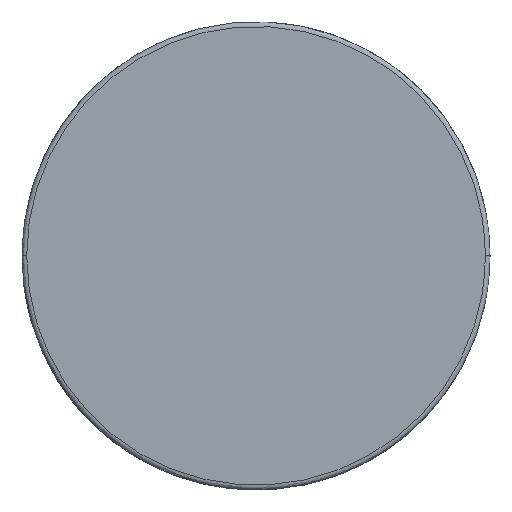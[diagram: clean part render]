
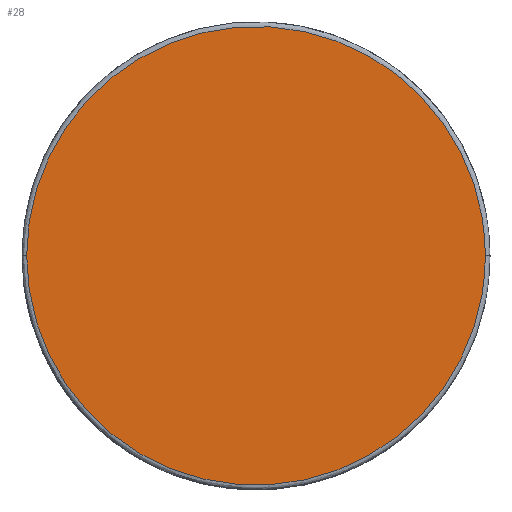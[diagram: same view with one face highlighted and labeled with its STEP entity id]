
A CAD part, top view. The second image highlights one B-rep face of the part: STEP entity #28.
In plain terms, the highlighted planar face has unit normal (0, 0, 1).
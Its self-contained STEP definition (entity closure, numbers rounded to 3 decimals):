
#28=ADVANCED_FACE('',(#37),#145,.T.);
#37=FACE_OUTER_BOUND('',#46,.T.);
#46=EDGE_LOOP('',(#67,#68));
#67=ORIENTED_EDGE('',*,*,#98,.F.);
#68=ORIENTED_EDGE('',*,*,#110,.T.);
#98=EDGE_CURVE('',#139,#140,#123,.T.);
#110=EDGE_CURVE('',#139,#140,#130,.T.);
#123=(
BOUNDED_CURVE()
B_SPLINE_CURVE(3,(#639,#640,#641,#642,#643,#644,#645,#646,#647,#648,#649,
#650,#651,#652,#653,#654,#655,#656,#657,#658,#659,#660,#661,#662,#663,#664,
#665,#666,#667,#668,#669,#670,#671,#672,#673,#674,#675,#676,#677,#678,#679,
#680,#681,#682,#683,#684,#685,#686,#687),.UNSPECIFIED.,.F.,.F.)
B_SPLINE_CURVE_WITH_KNOTS((4,3,3,3,3,3,3,3,3,3,3,3,3,3,3,3,4),(-769.69,
-724.859,-677.335,-627.828,-577.268,
-526.707,-477.2,-429.676,-384.845,
-340.014,-292.49,-242.983,-192.423,
-141.862,-92.355,-44.831,0.),.UNSPECIFIED.)
CURVE()
GEOMETRIC_REPRESENTATION_ITEM()
RATIONAL_B_SPLINE_CURVE((1.,1.,1.,1.,
1.,1.,1.,1.,
1.,1.,1.,1.,
1.,1.,1.,1.,
1.,1.,1.,1.,
1.,1.,1.,1.,
1.,1.,1.,1.,
1.,1.,1.,1.,
1.,1.,1.,1.,
1.,1.,1.,1.,
1.,1.,1.,1.,
1.,1.,1.,1.,
1.))
REPRESENTATION_ITEM('')
);
#130=(
BOUNDED_CURVE()
B_SPLINE_CURVE(3,(#864,#865,#866,#867,#868,#869,#870,#871,#872,#873,#874,
#875,#876,#877,#878,#879,#880,#881,#882,#883,#884,#885,#886,#887,#888,#889,
#890,#891,#892,#893,#894,#895,#896,#897,#898,#899,#900,#901,#902,#903,#904,
#905,#906,#907,#908,#909,#910,#911,#912),.UNSPECIFIED.,.F.,.F.)
B_SPLINE_CURVE_WITH_KNOTS((4,3,3,3,3,3,3,3,3,3,3,3,3,3,3,3,4),(769.69,
814.521,862.045,911.552,962.113,1012.673,
1062.18,1109.704,1154.535,1199.366,1246.89,
1296.397,1346.958,1397.518,1447.025,1494.549,
1539.38),.UNSPECIFIED.)
CURVE()
GEOMETRIC_REPRESENTATION_ITEM()
RATIONAL_B_SPLINE_CURVE((1.,1.,1.,1.,1.,1.,1.,1.,1.,1.,1.,1.,1.,1.,1.,1.,
1.,1.,1.,1.,1.,1.,1.,1.,1.,1.,
1.,1.,1.,1.,1.,1.,1.,1.,1.,1.,1.,1.,1.,1.,1.,1.,1.,1.,1.,
1.,1.,1.,1.))
REPRESENTATION_ITEM('')
);
#139=VERTEX_POINT('',#482);
#140=VERTEX_POINT('',#483);
#145=PLANE('',#174);
#174=AXIS2_PLACEMENT_3D('',#356,#179,$);
#179=DIRECTION('',(0.,0.,1.));
#356=CARTESIAN_POINT('',(-44.12,-44.12,449.96));
#482=CARTESIAN_POINT('',(5.,250.,449.96));
#483=CARTESIAN_POINT('',(495.,250.,449.96));
#639=CARTESIAN_POINT('',(5.,250.,449.96));
#640=CARTESIAN_POINT('',(5.,264.944,449.96));
#641=CARTESIAN_POINT('',(6.371,279.887,449.96));
#642=CARTESIAN_POINT('',(9.09,294.581,449.96));
#643=CARTESIAN_POINT('',(11.973,310.158,449.96));
#644=CARTESIAN_POINT('',(16.371,325.455,449.96));
#645=CARTESIAN_POINT('',(22.202,340.184,449.96));
#646=CARTESIAN_POINT('',(28.276,355.527,449.96));
#647=CARTESIAN_POINT('',(35.906,370.255,449.96));
#648=CARTESIAN_POINT('',(44.936,384.067,449.96));
#649=CARTESIAN_POINT('',(54.158,398.173,449.96));
#650=CARTESIAN_POINT('',(64.842,411.325,449.96));
#651=CARTESIAN_POINT('',(76.759,423.242,449.96));
#652=CARTESIAN_POINT('',(88.676,435.159,449.96));
#653=CARTESIAN_POINT('',(101.827,445.842,449.96));
#654=CARTESIAN_POINT('',(115.934,455.065,449.96));
#655=CARTESIAN_POINT('',(129.746,464.095,449.96));
#656=CARTESIAN_POINT('',(144.473,471.725,449.96));
#657=CARTESIAN_POINT('',(159.817,477.799,449.96));
#658=CARTESIAN_POINT('',(174.546,483.63,449.96));
#659=CARTESIAN_POINT('',(189.843,488.028,449.96));
#660=CARTESIAN_POINT('',(205.419,490.911,449.96));
#661=CARTESIAN_POINT('',(220.113,493.63,449.96));
#662=CARTESIAN_POINT('',(235.057,495.001,449.96));
#663=CARTESIAN_POINT('',(250.,495.001,449.96));
#664=CARTESIAN_POINT('',(264.944,495.001,449.96));
#665=CARTESIAN_POINT('',(279.887,493.63,449.96));
#666=CARTESIAN_POINT('',(294.581,490.911,449.96));
#667=CARTESIAN_POINT('',(310.158,488.028,449.96));
#668=CARTESIAN_POINT('',(325.455,483.63,449.96));
#669=CARTESIAN_POINT('',(340.184,477.799,449.96));
#670=CARTESIAN_POINT('',(355.527,471.725,449.96));
#671=CARTESIAN_POINT('',(370.255,464.095,449.96));
#672=CARTESIAN_POINT('',(384.067,455.065,449.96));
#673=CARTESIAN_POINT('',(398.173,445.842,449.96));
#674=CARTESIAN_POINT('',(411.325,435.159,449.96));
#675=CARTESIAN_POINT('',(423.242,423.242,449.96));
#676=CARTESIAN_POINT('',(435.159,411.325,449.96));
#677=CARTESIAN_POINT('',(445.842,398.173,449.96));
#678=CARTESIAN_POINT('',(455.065,384.067,449.96));
#679=CARTESIAN_POINT('',(464.095,370.255,449.96));
#680=CARTESIAN_POINT('',(471.725,355.527,449.96));
#681=CARTESIAN_POINT('',(477.799,340.184,449.96));
#682=CARTESIAN_POINT('',(483.63,325.455,449.96));
#683=CARTESIAN_POINT('',(488.028,310.158,449.96));
#684=CARTESIAN_POINT('',(490.911,294.581,449.96));
#685=CARTESIAN_POINT('',(493.63,279.887,449.96));
#686=CARTESIAN_POINT('',(495.001,264.944,449.96));
#687=CARTESIAN_POINT('',(495.,250.,449.96));
#864=CARTESIAN_POINT('',(5.,250.,449.96));
#865=CARTESIAN_POINT('',(5.,235.057,449.96));
#866=CARTESIAN_POINT('',(6.371,220.113,449.96));
#867=CARTESIAN_POINT('',(9.09,205.419,449.96));
#868=CARTESIAN_POINT('',(11.973,189.842,449.96));
#869=CARTESIAN_POINT('',(16.371,174.546,449.96));
#870=CARTESIAN_POINT('',(22.202,159.817,449.96));
#871=CARTESIAN_POINT('',(28.276,144.473,449.96));
#872=CARTESIAN_POINT('',(35.906,129.746,449.96));
#873=CARTESIAN_POINT('',(44.936,115.934,449.96));
#874=CARTESIAN_POINT('',(54.158,101.827,449.96));
#875=CARTESIAN_POINT('',(64.842,88.676,449.96));
#876=CARTESIAN_POINT('',(76.759,76.759,449.96));
#877=CARTESIAN_POINT('',(88.676,64.842,449.96));
#878=CARTESIAN_POINT('',(101.827,54.158,449.96));
#879=CARTESIAN_POINT('',(115.934,44.936,449.96));
#880=CARTESIAN_POINT('',(129.746,35.906,449.96));
#881=CARTESIAN_POINT('',(144.474,28.276,449.96));
#882=CARTESIAN_POINT('',(159.817,22.202,449.96));
#883=CARTESIAN_POINT('',(174.546,16.371,449.96));
#884=CARTESIAN_POINT('',(189.843,11.973,449.96));
#885=CARTESIAN_POINT('',(205.419,9.09,449.96));
#886=CARTESIAN_POINT('',(220.113,6.371,449.96));
#887=CARTESIAN_POINT('',(235.057,5.,449.96));
#888=CARTESIAN_POINT('',(250.,5.,449.96));
#889=CARTESIAN_POINT('',(264.944,5.,449.96));
#890=CARTESIAN_POINT('',(279.887,6.371,449.96));
#891=CARTESIAN_POINT('',(294.582,9.09,449.96));
#892=CARTESIAN_POINT('',(310.158,11.973,449.96));
#893=CARTESIAN_POINT('',(325.455,16.371,449.96));
#894=CARTESIAN_POINT('',(340.184,22.202,449.96));
#895=CARTESIAN_POINT('',(355.527,28.276,449.96));
#896=CARTESIAN_POINT('',(370.255,35.906,449.96));
#897=CARTESIAN_POINT('',(384.067,44.936,449.96));
#898=CARTESIAN_POINT('',(398.173,54.158,449.96));
#899=CARTESIAN_POINT('',(411.325,64.841,449.96));
#900=CARTESIAN_POINT('',(423.242,76.759,449.96));
#901=CARTESIAN_POINT('',(435.159,88.676,449.96));
#902=CARTESIAN_POINT('',(445.842,101.827,449.96));
#903=CARTESIAN_POINT('',(455.065,115.934,449.96));
#904=CARTESIAN_POINT('',(464.095,129.746,449.96));
#905=CARTESIAN_POINT('',(471.725,144.473,449.96));
#906=CARTESIAN_POINT('',(477.799,159.817,449.96));
#907=CARTESIAN_POINT('',(483.63,174.546,449.96));
#908=CARTESIAN_POINT('',(488.028,189.842,449.96));
#909=CARTESIAN_POINT('',(490.911,205.419,449.96));
#910=CARTESIAN_POINT('',(493.63,220.113,449.96));
#911=CARTESIAN_POINT('',(495.001,235.057,449.96));
#912=CARTESIAN_POINT('',(495.,250.,449.96));
